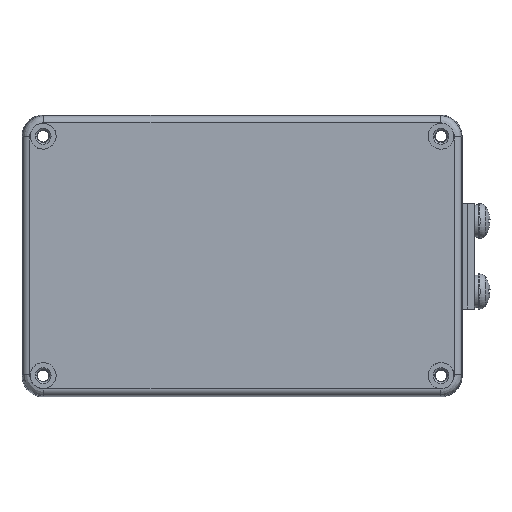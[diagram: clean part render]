
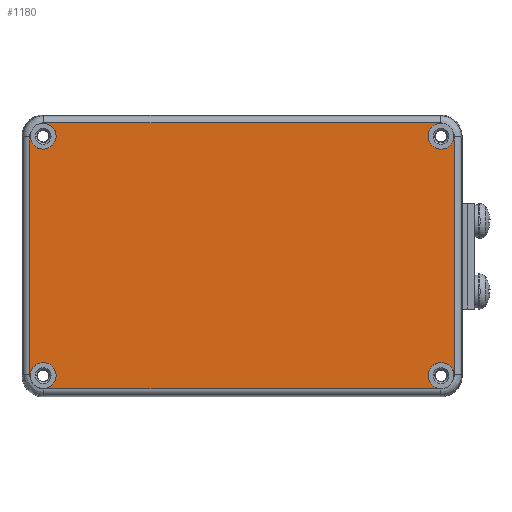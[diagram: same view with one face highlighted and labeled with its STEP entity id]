
A CAD part, top view. The second image highlights one B-rep face of the part: STEP entity #1180.
In plain terms, the highlighted planar face has unit normal (0, 0, 1).
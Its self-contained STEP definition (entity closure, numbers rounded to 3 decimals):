
#546=CARTESIAN_POINT('',(75.47,-49.337,15.0));
#547=VERTEX_POINT('',#546);
#555=CARTESIAN_POINT('',(-37.077,-49.337,15.0));
#556=VERTEX_POINT('',#555);
#557=CARTESIAN_POINT('',(75.47,-49.337,15.0));
#558=DIRECTION('',(-1.0,0.0,0.0));
#559=VECTOR('',#558,112.547);
#560=LINE('',#557,#559);
#561=EDGE_CURVE('',#547,#556,#560,.T.);
#612=CARTESIAN_POINT('',(79.095,-47.026,15.));
#613=VERTEX_POINT('',#612);
#614=CARTESIAN_POINT('',(77.158,-48.964,15.0));
#615=VERTEX_POINT('',#614);
#632=CARTESIAN_POINT('',(75.468,-45.337,15.0));
#633=DIRECTION('',(0.0,0.0,-1.0));
#634=DIRECTION('',(0.707,-0.707,0.0));
#635=AXIS2_PLACEMENT_3D('',#632,#633,#634);
#636=ELLIPSE('',#635,4.001,4.);
#637=EDGE_CURVE('',#615,#547,#636,.T.);
#649=CARTESIAN_POINT('',(79.469,-45.338,15.0));
#650=VERTEX_POINT('',#649);
#658=CARTESIAN_POINT('',(75.468,-45.337,15.0));
#659=DIRECTION('',(0.0,0.0,-1.0));
#660=DIRECTION('',(0.707,-0.707,0.0));
#661=AXIS2_PLACEMENT_3D('',#658,#659,#660);
#662=ELLIPSE('',#661,4.001,4.);
#663=EDGE_CURVE('',#650,#613,#662,.T.);
#699=CARTESIAN_POINT('',(-38.765,-48.964,15.0));
#700=VERTEX_POINT('',#699);
#701=CARTESIAN_POINT('',(-40.703,-47.026,15.));
#702=VERTEX_POINT('',#701);
#719=CARTESIAN_POINT('',(-41.077,-45.338,15.0));
#720=VERTEX_POINT('',#719);
#721=CARTESIAN_POINT('',(-37.076,-45.337,15.0));
#722=DIRECTION('',(0.0,0.0,-1.0));
#723=DIRECTION('',(-0.707,-0.707,0.0));
#724=AXIS2_PLACEMENT_3D('',#721,#722,#723);
#725=ELLIPSE('',#724,4.001,4.);
#726=EDGE_CURVE('',#702,#720,#725,.T.);
#745=CARTESIAN_POINT('',(-37.076,-45.337,15.0));
#746=DIRECTION('',(0.0,0.0,-1.0));
#747=DIRECTION('',(-0.707,-0.707,0.0));
#748=AXIS2_PLACEMENT_3D('',#745,#746,#747);
#749=ELLIPSE('',#748,4.001,4.);
#750=EDGE_CURVE('',#556,#700,#749,.T.);
#762=CARTESIAN_POINT('',(79.469,22.209,15.0));
#763=VERTEX_POINT('',#762);
#771=CARTESIAN_POINT('',(79.469,22.209,15.0));
#772=DIRECTION('',(0.0,-1.0,0.0));
#773=VECTOR('',#772,67.547);
#774=LINE('',#771,#773);
#775=EDGE_CURVE('',#763,#650,#774,.T.);
#792=CARTESIAN_POINT('',(-41.077,22.209,15.0));
#793=VERTEX_POINT('',#792);
#810=CARTESIAN_POINT('',(-41.077,-45.338,15.0));
#811=DIRECTION('',(0.0,1.0,0.0));
#812=VECTOR('',#811,67.547);
#813=LINE('',#810,#812);
#814=EDGE_CURVE('',#720,#793,#813,.T.);
#850=CARTESIAN_POINT('',(77.158,25.835,15.0));
#851=VERTEX_POINT('',#850);
#852=CARTESIAN_POINT('',(79.095,23.897,15.0));
#853=VERTEX_POINT('',#852);
#870=CARTESIAN_POINT('',(75.468,22.208,15.0));
#871=DIRECTION('',(0.0,0.0,-1.0));
#872=DIRECTION('',(0.707,0.707,0.0));
#873=AXIS2_PLACEMENT_3D('',#870,#871,#872);
#874=ELLIPSE('',#873,4.001,4.);
#875=EDGE_CURVE('',#853,#763,#874,.T.);
#887=CARTESIAN_POINT('',(75.47,26.208,15.0));
#888=VERTEX_POINT('',#887);
#896=CARTESIAN_POINT('',(75.468,22.208,15.0));
#897=DIRECTION('',(0.0,0.0,-1.0));
#898=DIRECTION('',(0.707,0.707,0.0));
#899=AXIS2_PLACEMENT_3D('',#896,#897,#898);
#900=ELLIPSE('',#899,4.001,4.);
#901=EDGE_CURVE('',#888,#851,#900,.T.);
#937=CARTESIAN_POINT('',(-40.703,23.897,15.0));
#938=VERTEX_POINT('',#937);
#939=CARTESIAN_POINT('',(-38.765,25.835,15.));
#940=VERTEX_POINT('',#939);
#957=CARTESIAN_POINT('',(-37.077,26.208,15.0));
#958=VERTEX_POINT('',#957);
#959=CARTESIAN_POINT('',(-37.076,22.208,15.0));
#960=DIRECTION('',(0.0,0.0,-1.0));
#961=DIRECTION('',(-0.707,0.707,0.0));
#962=AXIS2_PLACEMENT_3D('',#959,#960,#961);
#963=ELLIPSE('',#962,4.001,4.);
#964=EDGE_CURVE('',#940,#958,#963,.T.);
#983=CARTESIAN_POINT('',(-37.076,22.208,15.0));
#984=DIRECTION('',(0.0,0.0,-1.0));
#985=DIRECTION('',(-0.707,0.707,0.0));
#986=AXIS2_PLACEMENT_3D('',#983,#984,#985);
#987=ELLIPSE('',#986,4.001,4.);
#988=EDGE_CURVE('',#793,#938,#987,.T.);
#1006=CARTESIAN_POINT('',(-37.077,26.208,15.0));
#1007=DIRECTION('',(1.0,0.0,0.0));
#1008=VECTOR('',#1007,112.547);
#1009=LINE('',#1006,#1008);
#1010=EDGE_CURVE('',#958,#888,#1009,.T.);
#1126=CARTESIAN_POINT('',(75.696,22.435,15.0));
#1127=DIRECTION('',(0.0,0.0,-1.0));
#1128=DIRECTION('',(-1.0,0.0,0.0));
#1129=AXIS2_PLACEMENT_3D('',#1126,#1127,#1128);
#1130=CIRCLE('',#1129,3.7);
#1131=EDGE_CURVE('',#853,#851,#1130,.T.);
#1139=CARTESIAN_POINT('',(19.196,-11.565,15.0));
#1140=DIRECTION('',(0.0,0.0,1.0));
#1141=DIRECTION('',(1.0,0.0,0.0));
#1142=AXIS2_PLACEMENT_3D('',#1139,#1140,#1141);
#1143=PLANE('',#1142);
#1144=ORIENTED_EDGE('',*,*,#663,.F.);
#1145=ORIENTED_EDGE('',*,*,#775,.F.);
#1146=ORIENTED_EDGE('',*,*,#875,.F.);
#1147=ORIENTED_EDGE('',*,*,#1131,.T.);
#1148=ORIENTED_EDGE('',*,*,#901,.F.);
#1149=ORIENTED_EDGE('',*,*,#1010,.F.);
#1150=ORIENTED_EDGE('',*,*,#964,.F.);
#1151=CARTESIAN_POINT('',(-37.304,22.435,15.0));
#1152=DIRECTION('',(0.0,0.0,-1.0));
#1153=DIRECTION('',(-1.0,0.0,0.0));
#1154=AXIS2_PLACEMENT_3D('',#1151,#1152,#1153);
#1155=CIRCLE('',#1154,3.7);
#1156=EDGE_CURVE('',#940,#938,#1155,.T.);
#1157=ORIENTED_EDGE('',*,*,#1156,.T.);
#1158=ORIENTED_EDGE('',*,*,#988,.F.);
#1159=ORIENTED_EDGE('',*,*,#814,.F.);
#1160=ORIENTED_EDGE('',*,*,#726,.F.);
#1161=CARTESIAN_POINT('',(-37.304,-45.565,15.0));
#1162=DIRECTION('',(0.0,0.0,-1.0));
#1163=DIRECTION('',(-1.0,0.0,0.0));
#1164=AXIS2_PLACEMENT_3D('',#1161,#1162,#1163);
#1165=CIRCLE('',#1164,3.7);
#1166=EDGE_CURVE('',#702,#700,#1165,.T.);
#1167=ORIENTED_EDGE('',*,*,#1166,.T.);
#1168=ORIENTED_EDGE('',*,*,#750,.F.);
#1169=ORIENTED_EDGE('',*,*,#561,.F.);
#1170=ORIENTED_EDGE('',*,*,#637,.F.);
#1171=CARTESIAN_POINT('',(75.696,-45.565,15.0));
#1172=DIRECTION('',(0.0,0.0,-1.0));
#1173=DIRECTION('',(-1.0,0.0,0.0));
#1174=AXIS2_PLACEMENT_3D('',#1171,#1172,#1173);
#1175=CIRCLE('',#1174,3.7);
#1176=EDGE_CURVE('',#615,#613,#1175,.T.);
#1177=ORIENTED_EDGE('',*,*,#1176,.T.);
#1178=EDGE_LOOP('',(#1144,#1145,#1146,#1147,#1148,#1149,#1150,#1157,#1158,#1159,#1160,#1167,#1168,#1169,#1170,#1177));
#1179=FACE_OUTER_BOUND('',#1178,.T.);
#1180=ADVANCED_FACE('',(#1179),#1143,.T.);
